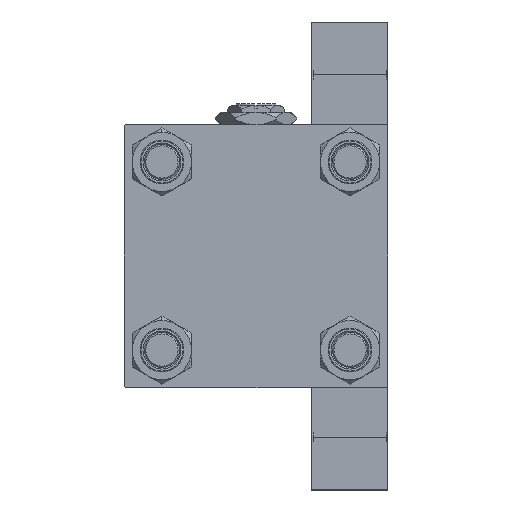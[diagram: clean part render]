
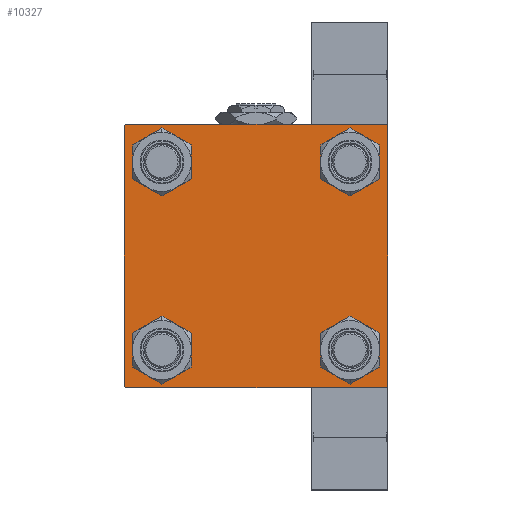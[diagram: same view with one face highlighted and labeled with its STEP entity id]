
A CAD part, left-side view. The second image highlights one B-rep face of the part: STEP entity #10327.
In plain terms, the highlighted planar face has unit normal (-1, 0, 0).
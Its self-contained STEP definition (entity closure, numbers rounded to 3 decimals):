
#773 = VERTEX_POINT ( 'NONE', #8783 ) ;
#1077 = CARTESIAN_POINT ( 'NONE',  ( 0., -32.15, -25.65 ) ) ;
#1369 = EDGE_CURVE ( 'NONE', #26161, #773, #27974, .T. ) ;
#1628 = DIRECTION ( 'NONE',  ( 0., 0.707, 0.707 ) ) ;
#1895 = AXIS2_PLACEMENT_3D ( 'NONE', #48604, #30035, #14712 ) ;
#2274 = VERTEX_POINT ( 'NONE', #36405 ) ;
#2365 = CIRCLE ( 'NONE', #39811, 6.5 ) ;
#2538 = CARTESIAN_POINT ( 'NONE',  ( 0., -32.15, 32.15 ) ) ;
#3611 = DIRECTION ( 'NONE',  ( 0., 0.707, -0.707 ) ) ;
#3615 = DIRECTION ( 'NONE',  ( 0., -0.707, 0.707 ) ) ;
#4743 = PLANE ( 'NONE',  #47239 ) ;
#4986 = CARTESIAN_POINT ( 'NONE',  ( 0., 0., 0. ) ) ;
#5398 = EDGE_CURVE ( 'NONE', #40425, #22646, #10857, .T. ) ;
#6499 = AXIS2_PLACEMENT_3D ( 'NONE', #25872, #37326, #17197 ) ;
#6620 = CARTESIAN_POINT ( 'NONE',  ( 0., 32.15, 25.65 ) ) ;
#6734 = ORIENTED_EDGE ( 'NONE', *, *, #9103, .T. ) ;
#8082 = EDGE_CURVE ( 'NONE', #11855, #27274, #39035, .T. ) ;
#8093 = DIRECTION ( 'NONE',  ( 0., 0., -1. ) ) ;
#8440 = DIRECTION ( 'NONE',  ( 0., 0., 1. ) ) ;
#8546 = EDGE_LOOP ( 'NONE', ( #45634, #25353 ) ) ;
#8567 = FACE_BOUND ( 'NONE', #8546, .T. ) ;
#8783 = CARTESIAN_POINT ( 'NONE',  ( 0., -32.15, 38.65 ) ) ;
#9103 = EDGE_CURVE ( 'NONE', #31190, #50328, #28475, .T. ) ;
#9179 = AXIS2_PLACEMENT_3D ( 'NONE', #10731, #45393, #22474 ) ;
#9293 = EDGE_CURVE ( 'NONE', #22646, #42499, #34773, .T. ) ;
#9979 = CARTESIAN_POINT ( 'NONE',  ( 0., 32.15, -32.15 ) ) ;
#10327 = ADVANCED_FACE ( 'NONE', ( #8567, #47308, #28442, #16956, #13381 ), #4743, .T. ) ;
#10723 = VERTEX_POINT ( 'NONE', #40281 ) ;
#10731 = CARTESIAN_POINT ( 'NONE',  ( 0., -32.15, -32.15 ) ) ;
#10772 = CARTESIAN_POINT ( 'NONE',  ( 0., -32.15, 25.65 ) ) ;
#10857 = LINE ( 'NONE', #27428, #38112 ) ;
#10889 = ORIENTED_EDGE ( 'NONE', *, *, #13139, .T. ) ;
#11084 = VERTEX_POINT ( 'NONE', #26966 ) ;
#11855 = VERTEX_POINT ( 'NONE', #22773 ) ;
#12639 = VERTEX_POINT ( 'NONE', #36460 ) ;
#13139 = EDGE_CURVE ( 'NONE', #27274, #11855, #35261, .T. ) ;
#13381 = FACE_OUTER_BOUND ( 'NONE', #30546, .T. ) ;
#14170 = EDGE_CURVE ( 'NONE', #12639, #2274, #43011, .T. ) ;
#14564 = DIRECTION ( 'NONE',  ( 0., -1., 0. ) ) ;
#14712 = DIRECTION ( 'NONE',  ( 0., 0., 1. ) ) ;
#15791 = EDGE_LOOP ( 'NONE', ( #26396, #10889 ) ) ;
#16094 = VECTOR ( 'NONE', #38750, 1000. ) ;
#16239 = VECTOR ( 'NONE', #3611, 1000. ) ;
#16591 = EDGE_CURVE ( 'NONE', #50328, #31190, #35258, .T. ) ;
#16705 = DIRECTION ( 'NONE',  ( -1., 0., 0. ) ) ;
#16956 = FACE_BOUND ( 'NONE', #15791, .T. ) ;
#17197 = DIRECTION ( 'NONE',  ( 0., 0., 1. ) ) ;
#17406 = EDGE_CURVE ( 'NONE', #42499, #20833, #49965, .T. ) ;
#18227 = DIRECTION ( 'NONE',  ( 0., -0.707, -0.707 ) ) ;
#18454 = ORIENTED_EDGE ( 'NONE', *, *, #16591, .T. ) ;
#19813 = ORIENTED_EDGE ( 'NONE', *, *, #14170, .F. ) ;
#20833 = VERTEX_POINT ( 'NONE', #33148 ) ;
#21616 = CARTESIAN_POINT ( 'NONE',  ( 0., 32.15, 32.15 ) ) ;
#22012 = VECTOR ( 'NONE', #18227, 1000. ) ;
#22109 = CARTESIAN_POINT ( 'NONE',  ( 0., 32.15, 32.15 ) ) ;
#22474 = DIRECTION ( 'NONE',  ( 0., 0., 1. ) ) ;
#22646 = VERTEX_POINT ( 'NONE', #42319 ) ;
#22773 = CARTESIAN_POINT ( 'NONE',  ( 0., 32.15, 38.65 ) ) ;
#23359 = DIRECTION ( 'NONE',  ( 0., 0., -1. ) ) ;
#24227 = AXIS2_PLACEMENT_3D ( 'NONE', #9979, #32680, #32927 ) ;
#25128 = DIRECTION ( 'NONE',  ( 0., 0., 1. ) ) ;
#25321 = ORIENTED_EDGE ( 'NONE', *, *, #5398, .T. ) ;
#25339 = CARTESIAN_POINT ( 'NONE',  ( 0., -44.75, 44.75 ) ) ;
#25353 = ORIENTED_EDGE ( 'NONE', *, *, #1369, .T. ) ;
#25563 = CARTESIAN_POINT ( 'NONE',  ( 0., 32.15, -25.65 ) ) ;
#25733 = DIRECTION ( 'NONE',  ( 1., 0., 0. ) ) ;
#25872 = CARTESIAN_POINT ( 'NONE',  ( 0., -32.15, -32.15 ) ) ;
#26138 = EDGE_LOOP ( 'NONE', ( #37161, #39487 ) ) ;
#26161 = VERTEX_POINT ( 'NONE', #10772 ) ;
#26396 = ORIENTED_EDGE ( 'NONE', *, *, #8082, .T. ) ;
#26966 = CARTESIAN_POINT ( 'NONE',  ( 0., -44.5, 45. ) ) ;
#27045 = CARTESIAN_POINT ( 'NONE',  ( 0., 45., 45. ) ) ;
#27075 = CARTESIAN_POINT ( 'NONE',  ( 0., 44.75, 44.75 ) ) ;
#27274 = VERTEX_POINT ( 'NONE', #6620 ) ;
#27428 = CARTESIAN_POINT ( 'NONE',  ( 0., 45., 45. ) ) ;
#27454 = VECTOR ( 'NONE', #3615, 1000. ) ;
#27974 = CIRCLE ( 'NONE', #1895, 6.5 ) ;
#28442 = FACE_BOUND ( 'NONE', #26138, .T. ) ;
#28475 = CIRCLE ( 'NONE', #6499, 6.5 ) ;
#28774 = VERTEX_POINT ( 'NONE', #25563 ) ;
#28918 = EDGE_CURVE ( 'NONE', #20833, #2274, #42607, .T. ) ;
#30017 = CARTESIAN_POINT ( 'NONE',  ( 0., 44.5, -45. ) ) ;
#30035 = DIRECTION ( 'NONE',  ( 1., 0., 0. ) ) ;
#30104 = AXIS2_PLACEMENT_3D ( 'NONE', #22109, #37872, #45529 ) ;
#30543 = CARTESIAN_POINT ( 'NONE',  ( 0., -45., 45. ) ) ;
#30546 = EDGE_LOOP ( 'NONE', ( #25321, #42250, #42200, #37659, #19813, #50135, #39687, #38114 ) ) ;
#30606 = EDGE_CURVE ( 'NONE', #10723, #11084, #46642, .T. ) ;
#30997 = VERTEX_POINT ( 'NONE', #35564 ) ;
#31190 = VERTEX_POINT ( 'NONE', #1077 ) ;
#31504 = CIRCLE ( 'NONE', #33931, 6.5 ) ;
#32680 = DIRECTION ( 'NONE',  ( 1., 0., 0. ) ) ;
#32885 = CARTESIAN_POINT ( 'NONE',  ( 0., 32.15, -32.15 ) ) ;
#32927 = DIRECTION ( 'NONE',  ( 0., 0., 1. ) ) ;
#33148 = CARTESIAN_POINT ( 'NONE',  ( 0., -44.5, -45. ) ) ;
#33841 = DIRECTION ( 'NONE',  ( 1., 0., 0. ) ) ;
#33875 = EDGE_CURVE ( 'NONE', #28774, #30997, #2365, .T. ) ;
#33931 = AXIS2_PLACEMENT_3D ( 'NONE', #2538, #25733, #40766 ) ;
#34001 = EDGE_LOOP ( 'NONE', ( #6734, #18454 ) ) ;
#34773 = LINE ( 'NONE', #45978, #22012 ) ;
#35258 = CIRCLE ( 'NONE', #9179, 6.5 ) ;
#35261 = CIRCLE ( 'NONE', #40835, 6.5 ) ;
#35474 = LINE ( 'NONE', #27075, #16239 ) ;
#35564 = CARTESIAN_POINT ( 'NONE',  ( 0., 32.15, -38.65 ) ) ;
#36405 = CARTESIAN_POINT ( 'NONE',  ( 0., -45., -44.5 ) ) ;
#36460 = CARTESIAN_POINT ( 'NONE',  ( 0., -45., 44.5 ) ) ;
#36710 = CARTESIAN_POINT ( 'NONE',  ( 0., -32.15, -38.65 ) ) ;
#37077 = VECTOR ( 'NONE', #1628, 1000. ) ;
#37161 = ORIENTED_EDGE ( 'NONE', *, *, #33875, .T. ) ;
#37326 = DIRECTION ( 'NONE',  ( 1., 0., 0. ) ) ;
#37659 = ORIENTED_EDGE ( 'NONE', *, *, #28918, .T. ) ;
#37872 = DIRECTION ( 'NONE',  ( 1., 0., 0. ) ) ;
#38112 = VECTOR ( 'NONE', #23359, 1000. ) ;
#38114 = ORIENTED_EDGE ( 'NONE', *, *, #50065, .T. ) ;
#38351 = EDGE_CURVE ( 'NONE', #12639, #11084, #44187, .T. ) ;
#38533 = CARTESIAN_POINT ( 'NONE',  ( 0., -44.75, -44.75 ) ) ;
#38750 = DIRECTION ( 'NONE',  ( 0., -1., 0. ) ) ;
#39035 = CIRCLE ( 'NONE', #30104, 6.5 ) ;
#39487 = ORIENTED_EDGE ( 'NONE', *, *, #45900, .T. ) ;
#39687 = ORIENTED_EDGE ( 'NONE', *, *, #30606, .F. ) ;
#39811 = AXIS2_PLACEMENT_3D ( 'NONE', #32885, #43848, #8440 ) ;
#40132 = EDGE_CURVE ( 'NONE', #773, #26161, #31504, .T. ) ;
#40281 = CARTESIAN_POINT ( 'NONE',  ( 0., 44.5, 45. ) ) ;
#40425 = VERTEX_POINT ( 'NONE', #47588 ) ;
#40766 = DIRECTION ( 'NONE',  ( 0., 0., 1. ) ) ;
#40835 = AXIS2_PLACEMENT_3D ( 'NONE', #21616, #33841, #48606 ) ;
#42200 = ORIENTED_EDGE ( 'NONE', *, *, #17406, .T. ) ;
#42250 = ORIENTED_EDGE ( 'NONE', *, *, #9293, .T. ) ;
#42319 = CARTESIAN_POINT ( 'NONE',  ( 0., 45., -44.5 ) ) ;
#42499 = VERTEX_POINT ( 'NONE', #30017 ) ;
#42607 = LINE ( 'NONE', #38533, #27454 ) ;
#43011 = LINE ( 'NONE', #30543, #48969 ) ;
#43848 = DIRECTION ( 'NONE',  ( 1., 0., 0. ) ) ;
#44187 = LINE ( 'NONE', #25339, #37077 ) ;
#44207 = VECTOR ( 'NONE', #14564, 1000. ) ;
#45393 = DIRECTION ( 'NONE',  ( 1., 0., 0. ) ) ;
#45529 = DIRECTION ( 'NONE',  ( 0., 0., 1. ) ) ;
#45634 = ORIENTED_EDGE ( 'NONE', *, *, #40132, .T. ) ;
#45900 = EDGE_CURVE ( 'NONE', #30997, #28774, #46170, .T. ) ;
#45978 = CARTESIAN_POINT ( 'NONE',  ( 0., 44.75, -44.75 ) ) ;
#46170 = CIRCLE ( 'NONE', #24227, 6.5 ) ;
#46642 = LINE ( 'NONE', #27045, #16094 ) ;
#47239 = AXIS2_PLACEMENT_3D ( 'NONE', #4986, #16705, #25128 ) ;
#47308 = FACE_BOUND ( 'NONE', #34001, .T. ) ;
#47588 = CARTESIAN_POINT ( 'NONE',  ( 0., 45., 44.5 ) ) ;
#48604 = CARTESIAN_POINT ( 'NONE',  ( 0., -32.15, 32.15 ) ) ;
#48606 = DIRECTION ( 'NONE',  ( 0., 0., 1. ) ) ;
#48969 = VECTOR ( 'NONE', #8093, 1000. ) ;
#49965 = LINE ( 'NONE', #50213, #44207 ) ;
#50065 = EDGE_CURVE ( 'NONE', #10723, #40425, #35474, .T. ) ;
#50135 = ORIENTED_EDGE ( 'NONE', *, *, #38351, .T. ) ;
#50213 = CARTESIAN_POINT ( 'NONE',  ( 0., 45., -45. ) ) ;
#50328 = VERTEX_POINT ( 'NONE', #36710 ) ;
